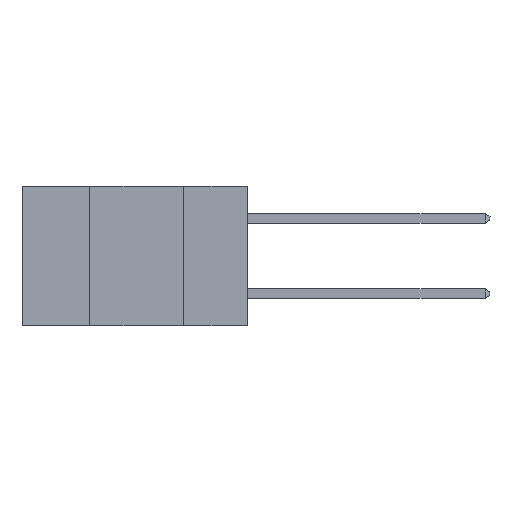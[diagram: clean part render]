
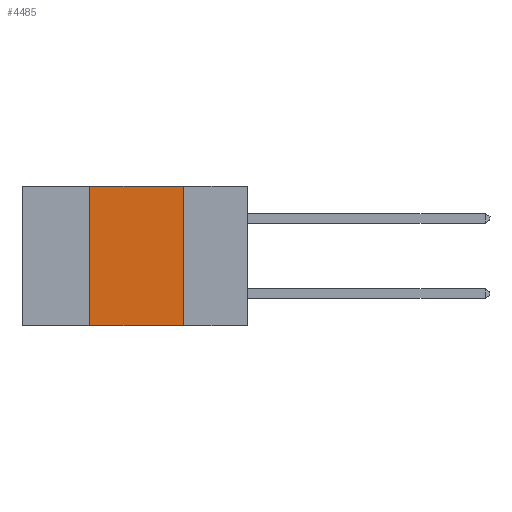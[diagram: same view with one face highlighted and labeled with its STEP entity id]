
A CAD part, left-side view. The second image highlights one B-rep face of the part: STEP entity #4485.
In plain terms, the highlighted planar face has unit normal (-1, 0, 0).
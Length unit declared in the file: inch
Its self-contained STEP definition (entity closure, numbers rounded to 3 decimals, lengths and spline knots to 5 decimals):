
#188 = EDGE_CURVE ( 'NONE', #2816, #2501, #6740, .T. ) ;
#288 = DIRECTION ( 'NONE',  ( 0., 0., -1. ) ) ;
#474 = VERTEX_POINT ( 'NONE', #606 ) ;
#573 = VECTOR ( 'NONE', #7491, 39.37008 ) ;
#606 = CARTESIAN_POINT ( 'NONE',  ( 0., 0.42, -0.37 ) ) ;
#785 = CARTESIAN_POINT ( 'NONE',  ( 0., 0.6, -0.37 ) ) ;
#1024 = VECTOR ( 'NONE', #288, 39.37008 ) ;
#1037 = EDGE_CURVE ( 'NONE', #2501, #4923, #5564, .T. ) ;
#1128 = AXIS2_PLACEMENT_3D ( 'NONE', #7430, #1440, #4130 ) ;
#1332 = CARTESIAN_POINT ( 'NONE',  ( 0., 0.6, 0. ) ) ;
#1440 = DIRECTION ( 'NONE',  ( 1., 0., 0. ) ) ;
#2501 = VERTEX_POINT ( 'NONE', #5056 ) ;
#2532 = ORIENTED_EDGE ( 'NONE', *, *, #188, .F. ) ;
#2816 = VERTEX_POINT ( 'NONE', #6897 ) ;
#3144 = LINE ( 'NONE', #5924, #3571 ) ;
#3427 = ORIENTED_EDGE ( 'NONE', *, *, #8528, .T. ) ;
#3571 = VECTOR ( 'NONE', #8601, 39.37008 ) ;
#3616 = PLANE ( 'NONE',  #1128 ) ;
#3969 = VECTOR ( 'NONE', #4143, 39.37008 ) ;
#4130 = DIRECTION ( 'NONE',  ( 0., 0., -1. ) ) ;
#4143 = DIRECTION ( 'NONE',  ( 0., -1., 0. ) ) ;
#4199 = LINE ( 'NONE', #785, #573 ) ;
#4485 = ADVANCED_FACE ( 'NONE', ( #4779 ), #3616, .F. ) ;
#4779 = FACE_OUTER_BOUND ( 'NONE', #7063, .T. ) ;
#4923 = VERTEX_POINT ( 'NONE', #6137 ) ;
#5056 = CARTESIAN_POINT ( 'NONE',  ( 0., 0.17, 0. ) ) ;
#5564 = LINE ( 'NONE', #6283, #1024 ) ;
#5924 = CARTESIAN_POINT ( 'NONE',  ( 0., 0.42, -0.37 ) ) ;
#6063 = ORIENTED_EDGE ( 'NONE', *, *, #1037, .F. ) ;
#6137 = CARTESIAN_POINT ( 'NONE',  ( 0., 0.17, -0.37 ) ) ;
#6283 = CARTESIAN_POINT ( 'NONE',  ( 0., 0.17, -0.37 ) ) ;
#6740 = LINE ( 'NONE', #1332, #3969 ) ;
#6897 = CARTESIAN_POINT ( 'NONE',  ( 0., 0.42, 0. ) ) ;
#7063 = EDGE_LOOP ( 'NONE', ( #6063, #2532, #7096, #3427 ) ) ;
#7096 = ORIENTED_EDGE ( 'NONE', *, *, #7438, .F. ) ;
#7430 = CARTESIAN_POINT ( 'NONE',  ( 0., 0.6, 0. ) ) ;
#7438 = EDGE_CURVE ( 'NONE', #474, #2816, #3144, .T. ) ;
#7491 = DIRECTION ( 'NONE',  ( 0., -1., 0. ) ) ;
#8528 = EDGE_CURVE ( 'NONE', #474, #4923, #4199, .T. ) ;
#8601 = DIRECTION ( 'NONE',  ( 0., 0., 1. ) ) ;
